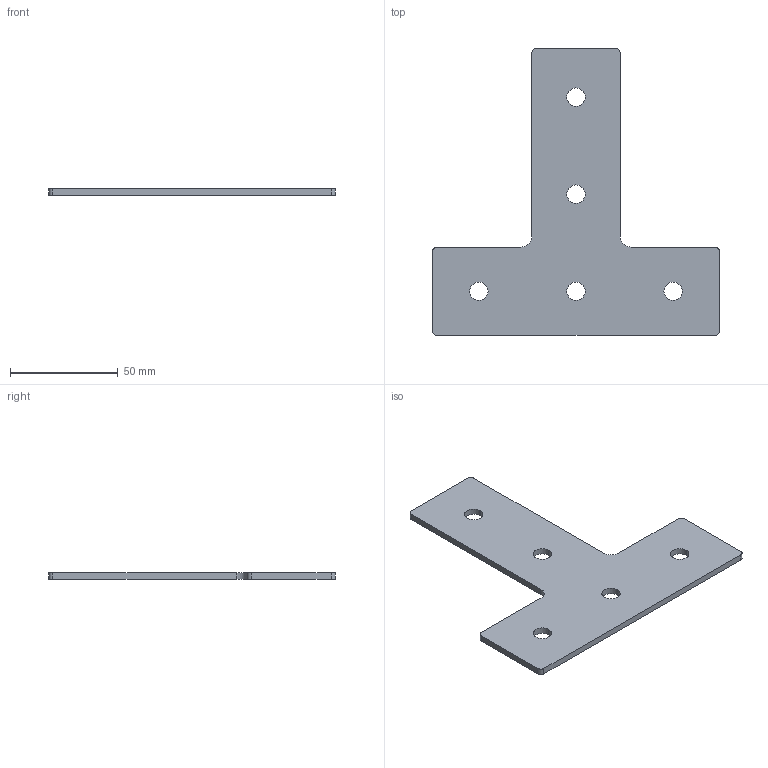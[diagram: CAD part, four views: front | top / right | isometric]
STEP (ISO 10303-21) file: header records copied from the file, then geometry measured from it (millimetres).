
FILE_DESCRIPTION (( 'STEP AP203' ), '1' );
FILE_NAME ('3.53.45.4545.02.STEP', '2016-12-28T02:29:01', ( 'user' ), ( '' ), 'SwSTEP 2.0', 'SolidWorks 2012', '' );
FILE_SCHEMA (( 'CONFIG_CONTROL_DESIGN' ));
Length unit declared in the file: millimetre
Products named in the file (1): 3.53.45.4545.02
Bounding box: 133 x 133 x 3 mm (x, y, z)
Volume: 26840.6 mm3; surface area: 19861.9 mm2
Topology: 1 solids, 1 shells, 28 faces, 78 edges, 52 vertices
Faces by surface type: cylinder 18, plane 10
Entity records: 1015 total; most frequent: DIRECTION 172, CARTESIAN_POINT 159, ORIENTED_EDGE 156, EDGE_CURVE 78, AXIS2_PLACEMENT_3D 65, VERTEX_POINT 52, VECTOR 42, LINE 42
